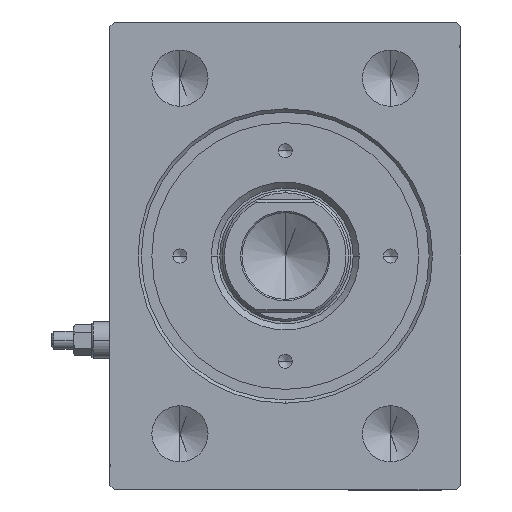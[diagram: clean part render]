
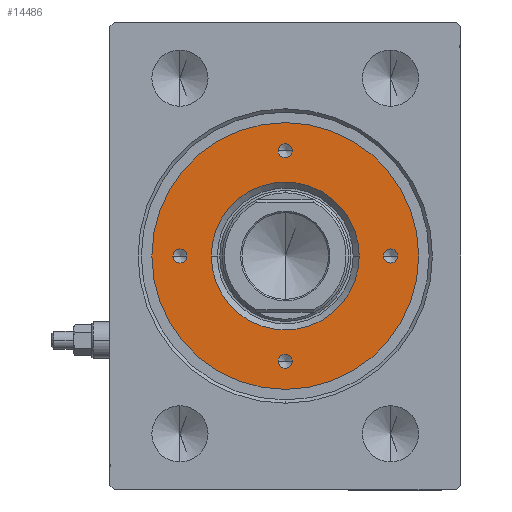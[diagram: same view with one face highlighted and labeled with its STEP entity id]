
A CAD part, left-side view. The second image highlights one B-rep face of the part: STEP entity #14486.
In plain terms, the highlighted face is planar.
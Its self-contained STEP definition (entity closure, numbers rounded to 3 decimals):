
#307 = AXIS2_PLACEMENT_3D ( 'NONE', #20429, #44785, #19973 ) ;
#1037 = EDGE_CURVE ( 'NONE', #10100, #15342, #26191, .T. ) ;
#1334 = DIRECTION ( 'NONE',  ( 0., 0., 1. ) ) ;
#1825 = CARTESIAN_POINT ( 'NONE',  ( -1.5, 22.5, 10. ) ) ;
#2467 = CIRCLE ( 'NONE', #33751, 28.5 ) ;
#2589 = CARTESIAN_POINT ( 'NONE',  ( -22.5, 0., 10. ) ) ;
#3027 = CARTESIAN_POINT ( 'NONE',  ( -28.5, 0., 10. ) ) ;
#3189 = AXIS2_PLACEMENT_3D ( 'NONE', #12796, #12574, #18937 ) ;
#3379 = CARTESIAN_POINT ( 'NONE',  ( 22.5, 0., 10. ) ) ;
#3403 = AXIS2_PLACEMENT_3D ( 'NONE', #11058, #24929, #25143 ) ;
#3505 = AXIS2_PLACEMENT_3D ( 'NONE', #5567, #33590, #25821 ) ;
#3835 = CARTESIAN_POINT ( 'NONE',  ( 0., -22.5, 10. ) ) ;
#3944 = CIRCLE ( 'NONE', #307, 1.5 ) ;
#4195 = DIRECTION ( 'NONE',  ( 1., 0., 0. ) ) ;
#5567 = CARTESIAN_POINT ( 'NONE',  ( 0., 0., 10. ) ) ;
#5867 = CIRCLE ( 'NONE', #31310, 15.8 ) ;
#5890 = EDGE_CURVE ( 'NONE', #30774, #11305, #5867, .T. ) ;
#5963 = AXIS2_PLACEMENT_3D ( 'NONE', #2589, #40855, #34018 ) ;
#6642 = CARTESIAN_POINT ( 'NONE',  ( 0., 0., 10. ) ) ;
#6877 = CARTESIAN_POINT ( 'NONE',  ( 0., 0., 10. ) ) ;
#6885 = ORIENTED_EDGE ( 'NONE', *, *, #40869, .T. ) ;
#7190 = CARTESIAN_POINT ( 'NONE',  ( 0., 22.5, 10. ) ) ;
#7507 = EDGE_CURVE ( 'NONE', #13399, #25945, #22647, .T. ) ;
#8977 = CIRCLE ( 'NONE', #16974, 1.5 ) ;
#9477 = CARTESIAN_POINT ( 'NONE',  ( 22.5, 0., 10. ) ) ;
#10100 = VERTEX_POINT ( 'NONE', #15009 ) ;
#10879 = DIRECTION ( 'NONE',  ( 0., 0., 1. ) ) ;
#11058 = CARTESIAN_POINT ( 'NONE',  ( 0., 22.5, 10. ) ) ;
#11305 = VERTEX_POINT ( 'NONE', #44046 ) ;
#11341 = DIRECTION ( 'NONE',  ( 1., 0., 0. ) ) ;
#11410 = EDGE_LOOP ( 'NONE', ( #42566, #18255 ) ) ;
#11931 = EDGE_LOOP ( 'NONE', ( #44141, #31532 ) ) ;
#12263 = VERTEX_POINT ( 'NONE', #28951 ) ;
#12399 = ORIENTED_EDGE ( 'NONE', *, *, #39910, .T. ) ;
#12574 = DIRECTION ( 'NONE',  ( 0., 0., 1. ) ) ;
#12796 = CARTESIAN_POINT ( 'NONE',  ( 0., 0., 10. ) ) ;
#13017 = ORIENTED_EDGE ( 'NONE', *, *, #30077, .F. ) ;
#13399 = VERTEX_POINT ( 'NONE', #39020 ) ;
#13672 = DIRECTION ( 'NONE',  ( 1., 0., 0. ) ) ;
#14486 = ADVANCED_FACE ( 'NONE', ( #19157, #36915, #29856, #26656, #29169, #26430 ), #36467, .T. ) ;
#14521 = VERTEX_POINT ( 'NONE', #30981 ) ;
#14804 = EDGE_CURVE ( 'NONE', #14521, #34523, #2467, .T. ) ;
#14879 = ORIENTED_EDGE ( 'NONE', *, *, #16796, .F. ) ;
#15009 = CARTESIAN_POINT ( 'NONE',  ( 24., 0., 10. ) ) ;
#15273 = EDGE_CURVE ( 'NONE', #25945, #13399, #3944, .T. ) ;
#15342 = VERTEX_POINT ( 'NONE', #37489 ) ;
#16559 = AXIS2_PLACEMENT_3D ( 'NONE', #3379, #10879, #17924 ) ;
#16796 = EDGE_CURVE ( 'NONE', #40554, #23512, #8977, .T. ) ;
#16974 = AXIS2_PLACEMENT_3D ( 'NONE', #3835, #41664, #13672 ) ;
#17162 = CARTESIAN_POINT ( 'NONE',  ( -21., 0., 10. ) ) ;
#17305 = AXIS2_PLACEMENT_3D ( 'NONE', #7190, #28343, #4195 ) ;
#17349 = DIRECTION ( 'NONE',  ( 1., 0., 0. ) ) ;
#17924 = DIRECTION ( 'NONE',  ( 1., 0., 0. ) ) ;
#18072 = ORIENTED_EDGE ( 'NONE', *, *, #36186, .F. ) ;
#18255 = ORIENTED_EDGE ( 'NONE', *, *, #37962, .F. ) ;
#18937 = DIRECTION ( 'NONE',  ( 1., 0., 0. ) ) ;
#19157 = FACE_BOUND ( 'NONE', #11931, .T. ) ;
#19973 = DIRECTION ( 'NONE',  ( 1., 0., 0. ) ) ;
#20230 = CIRCLE ( 'NONE', #3505, 28.5 ) ;
#20429 = CARTESIAN_POINT ( 'NONE',  ( -22.5, 0., 10. ) ) ;
#20445 = CARTESIAN_POINT ( 'NONE',  ( 1.5, -22.5, 10. ) ) ;
#22246 = AXIS2_PLACEMENT_3D ( 'NONE', #40768, #37121, #36664 ) ;
#22516 = DIRECTION ( 'NONE',  ( 1., 0., 0. ) ) ;
#22647 = CIRCLE ( 'NONE', #5963, 1.5 ) ;
#23019 = CIRCLE ( 'NONE', #3403, 1.5 ) ;
#23512 = VERTEX_POINT ( 'NONE', #25664 ) ;
#23996 = ORIENTED_EDGE ( 'NONE', *, *, #5890, .T. ) ;
#24929 = DIRECTION ( 'NONE',  ( 0., 0., 1. ) ) ;
#25143 = DIRECTION ( 'NONE',  ( 1., 0., 0. ) ) ;
#25179 = EDGE_LOOP ( 'NONE', ( #12399, #23996 ) ) ;
#25664 = CARTESIAN_POINT ( 'NONE',  ( -1.5, -22.5, 10. ) ) ;
#25821 = DIRECTION ( 'NONE',  ( 1., 0., 0. ) ) ;
#25945 = VERTEX_POINT ( 'NONE', #17162 ) ;
#26191 = CIRCLE ( 'NONE', #40754, 1.5 ) ;
#26430 = FACE_OUTER_BOUND ( 'NONE', #31446, .T. ) ;
#26656 = FACE_BOUND ( 'NONE', #42326, .T. ) ;
#26743 = CIRCLE ( 'NONE', #34074, 15.8 ) ;
#27580 = DIRECTION ( 'NONE',  ( 1., 0., 0. ) ) ;
#28343 = DIRECTION ( 'NONE',  ( 0., 0., 1. ) ) ;
#28951 = CARTESIAN_POINT ( 'NONE',  ( 1.5, 22.5, 10. ) ) ;
#29169 = FACE_BOUND ( 'NONE', #25179, .T. ) ;
#29570 = CARTESIAN_POINT ( 'NONE',  ( 0., 0., 10. ) ) ;
#29856 = FACE_BOUND ( 'NONE', #11410, .T. ) ;
#30077 = EDGE_CURVE ( 'NONE', #23512, #40554, #41894, .T. ) ;
#30762 = EDGE_CURVE ( 'NONE', #12263, #44329, #23019, .T. ) ;
#30774 = VERTEX_POINT ( 'NONE', #38837 ) ;
#30981 = CARTESIAN_POINT ( 'NONE',  ( 28.5, 0., 10. ) ) ;
#30999 = DIRECTION ( 'NONE',  ( 0., 0., -1. ) ) ;
#31310 = AXIS2_PLACEMENT_3D ( 'NONE', #6642, #34416, #27580 ) ;
#31446 = EDGE_LOOP ( 'NONE', ( #6885, #35157 ) ) ;
#31532 = ORIENTED_EDGE ( 'NONE', *, *, #7507, .F. ) ;
#33590 = DIRECTION ( 'NONE',  ( 0., 0., 1. ) ) ;
#33602 = DIRECTION ( 'NONE',  ( 0., 0., 1. ) ) ;
#33751 = AXIS2_PLACEMENT_3D ( 'NONE', #29570, #1334, #22516 ) ;
#34018 = DIRECTION ( 'NONE',  ( 1., 0., 0. ) ) ;
#34074 = AXIS2_PLACEMENT_3D ( 'NONE', #6877, #30999, #17349 ) ;
#34416 = DIRECTION ( 'NONE',  ( 0., 0., -1. ) ) ;
#34523 = VERTEX_POINT ( 'NONE', #3027 ) ;
#34819 = CIRCLE ( 'NONE', #16559, 1.5 ) ;
#35157 = ORIENTED_EDGE ( 'NONE', *, *, #14804, .T. ) ;
#35769 = ORIENTED_EDGE ( 'NONE', *, *, #30762, .F. ) ;
#36186 = EDGE_CURVE ( 'NONE', #44329, #12263, #36922, .T. ) ;
#36467 = PLANE ( 'NONE',  #3189 ) ;
#36664 = DIRECTION ( 'NONE',  ( 1., 0., 0. ) ) ;
#36915 = FACE_BOUND ( 'NONE', #43212, .T. ) ;
#36922 = CIRCLE ( 'NONE', #17305, 1.5 ) ;
#37121 = DIRECTION ( 'NONE',  ( 0., 0., 1. ) ) ;
#37489 = CARTESIAN_POINT ( 'NONE',  ( 21., 0., 10. ) ) ;
#37962 = EDGE_CURVE ( 'NONE', #15342, #10100, #34819, .T. ) ;
#38837 = CARTESIAN_POINT ( 'NONE',  ( -15.8, 0., 10. ) ) ;
#39020 = CARTESIAN_POINT ( 'NONE',  ( -24., 0., 10. ) ) ;
#39910 = EDGE_CURVE ( 'NONE', #11305, #30774, #26743, .T. ) ;
#40554 = VERTEX_POINT ( 'NONE', #20445 ) ;
#40754 = AXIS2_PLACEMENT_3D ( 'NONE', #9477, #33602, #11341 ) ;
#40768 = CARTESIAN_POINT ( 'NONE',  ( 0., -22.5, 10. ) ) ;
#40855 = DIRECTION ( 'NONE',  ( 0., 0., 1. ) ) ;
#40869 = EDGE_CURVE ( 'NONE', #34523, #14521, #20230, .T. ) ;
#41664 = DIRECTION ( 'NONE',  ( 0., 0., 1. ) ) ;
#41894 = CIRCLE ( 'NONE', #22246, 1.5 ) ;
#42326 = EDGE_LOOP ( 'NONE', ( #14879, #13017 ) ) ;
#42566 = ORIENTED_EDGE ( 'NONE', *, *, #1037, .F. ) ;
#43212 = EDGE_LOOP ( 'NONE', ( #35769, #18072 ) ) ;
#44046 = CARTESIAN_POINT ( 'NONE',  ( 15.8, 0., 10. ) ) ;
#44141 = ORIENTED_EDGE ( 'NONE', *, *, #15273, .F. ) ;
#44329 = VERTEX_POINT ( 'NONE', #1825 ) ;
#44785 = DIRECTION ( 'NONE',  ( 0., 0., 1. ) ) ;
